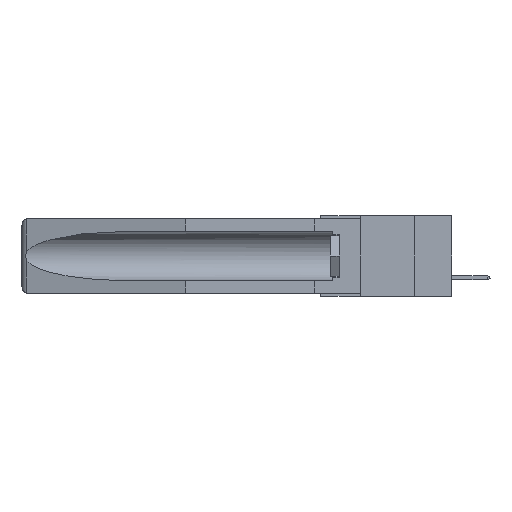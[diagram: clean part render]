
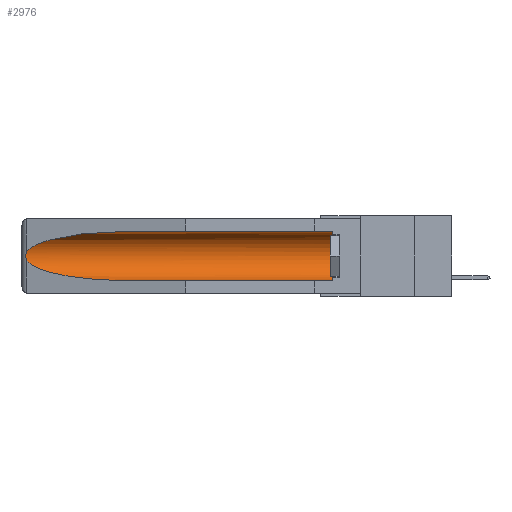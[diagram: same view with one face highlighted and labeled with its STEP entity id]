
A CAD part, left-side view. The second image highlights one B-rep face of the part: STEP entity #2976.
In plain terms, the highlighted cylindrical face has radius 2.857 mm (diameter 5.715 mm), a partial arc.
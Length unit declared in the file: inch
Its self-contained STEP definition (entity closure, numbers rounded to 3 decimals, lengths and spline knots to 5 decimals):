
#475 = CARTESIAN_POINT ( 'NONE',  ( 0.2675, 1.53308, -0.17534 ) ) ;
#603 = VERTEX_POINT ( 'NONE', #9837 ) ;
#645 = AXIS2_PLACEMENT_3D ( 'NONE', #16023, #8768, #10137 ) ;
#1422 = EDGE_CURVE ( 'NONE', #7468, #15538, #4892, .T. ) ;
#1462 = VECTOR ( 'NONE', #13604, 39.37008 ) ;
#1517 = CARTESIAN_POINT ( 'NONE',  ( 0.26537, 1.52718, -0.14972 ) ) ;
#1560 =( BOUNDED_CURVE ( )  B_SPLINE_CURVE ( 3, ( #14347, #14714, #11513, #1517 ),
 .UNSPECIFIED., .F., .T. ) 
 B_SPLINE_CURVE_WITH_KNOTS ( ( 4, 4 ),
 ( 4.71239, 6.08839 ),
 .UNSPECIFIED. ) 
 CURVE ( )  GEOMETRIC_REPRESENTATION_ITEM ( )  RATIONAL_B_SPLINE_CURVE ( ( 1., 0.848, 0.848, 1. ) ) 
 REPRESENTATION_ITEM ( '' )  );
#1957 = VERTEX_POINT ( 'NONE', #16058 ) ;
#2976 = ADVANCED_FACE ( 'NONE', ( #15970 ), #4576, .F. ) ;
#3206 = EDGE_CURVE ( 'NONE', #1957, #7468, #1560, .T. ) ;
#4576 = CYLINDRICAL_SURFACE ( 'NONE', #645, 0.1125 ) ;
#4761 = VERTEX_POINT ( 'NONE', #15153 ) ;
#4825 = VECTOR ( 'NONE', #8575, 39.37008 ) ;
#4892 = B_SPLINE_CURVE_WITH_KNOTS ( 'NONE', 3,
 ( #16210, #6331, #9059, #14934, #11787, #475, #6389, #17814, #8997, #6144 ),
 .UNSPECIFIED., .F., .F.,
 ( 4, 2, 2, 2, 4 ),
 ( 0., 0.00029, 0.00058, 0.00087, 0.00117 ),
 .UNSPECIFIED. ) ;
#6144 = CARTESIAN_POINT ( 'NONE',  ( 0.26537, 1.52718, -0.19328 ) ) ;
#6331 = CARTESIAN_POINT ( 'NONE',  ( 0.26597, 1.52961, -0.15275 ) ) ;
#6389 = CARTESIAN_POINT ( 'NONE',  ( 0.2673, 1.53269, -0.17917 ) ) ;
#6505 = ORIENTED_EDGE ( 'NONE', *, *, #17044, .F. ) ;
#6805 = CARTESIAN_POINT ( 'NONE',  ( 0.25451, 1.48313, -0.24835 ) ) ;
#7468 = VERTEX_POINT ( 'NONE', #11537 ) ;
#7537 = EDGE_CURVE ( 'NONE', #603, #1957, #14227, .T. ) ;
#7578 = VERTEX_POINT ( 'NONE', #8056 ) ;
#7913 = CARTESIAN_POINT ( 'NONE',  ( 0.26537, 1.52718, -0.19328 ) ) ;
#8056 = CARTESIAN_POINT ( 'NONE',  ( 0.155, 1.07973, -0.284 ) ) ;
#8575 = DIRECTION ( 'NONE',  ( 0., 1., 0. ) ) ;
#8768 = DIRECTION ( 'NONE',  ( 0., 1., 0. ) ) ;
#8997 = CARTESIAN_POINT ( 'NONE',  ( 0.26597, 1.5296, -0.19026 ) ) ;
#9059 = CARTESIAN_POINT ( 'NONE',  ( 0.26654, 1.53092, -0.15636 ) ) ;
#9837 = CARTESIAN_POINT ( 'NONE',  ( 0.155, 0.126, -0.059 ) ) ;
#9896 = EDGE_CURVE ( 'NONE', #4761, #603, #17487, .T. ) ;
#10137 = DIRECTION ( 'NONE',  ( 0., 0., 1. ) ) ;
#10221 = DIRECTION ( 'NONE',  ( 0., 0., 1. ) ) ;
#10324 = ORIENTED_EDGE ( 'NONE', *, *, #1422, .T. ) ;
#10345 = AXIS2_PLACEMENT_3D ( 'NONE', #12967, #14417, #10221 ) ;
#11513 = CARTESIAN_POINT ( 'NONE',  ( 0.25451, 1.48313, -0.09465 ) ) ;
#11537 = CARTESIAN_POINT ( 'NONE',  ( 0.26537, 1.52718, -0.14972 ) ) ;
#11722 = ORIENTED_EDGE ( 'NONE', *, *, #7537, .T. ) ;
#11787 = CARTESIAN_POINT ( 'NONE',  ( 0.2675, 1.53308, -0.16763 ) ) ;
#12085 = ORIENTED_EDGE ( 'NONE', *, *, #16063, .T. ) ;
#12456 = CARTESIAN_POINT ( 'NONE',  ( 0.21114, 1.30732, -0.284 ) ) ;
#12748 = CARTESIAN_POINT ( 'NONE',  ( 0.155, -0.30754, -0.284 ) ) ;
#12955 = ORIENTED_EDGE ( 'NONE', *, *, #3206, .T. ) ;
#12967 = CARTESIAN_POINT ( 'NONE',  ( 0.155, 0.126, -0.1715 ) ) ;
#13604 = DIRECTION ( 'NONE',  ( 0., 1., 0. ) ) ;
#13696 = ORIENTED_EDGE ( 'NONE', *, *, #9896, .T. ) ;
#14190 =( BOUNDED_CURVE ( )  B_SPLINE_CURVE ( 3, ( #7913, #6805, #12456, #17917 ),
 .UNSPECIFIED., .F., .F. ) 
 B_SPLINE_CURVE_WITH_KNOTS ( ( 4, 4 ),
 ( 0.1948, 1.5708 ),
 .UNSPECIFIED. ) 
 CURVE ( )  GEOMETRIC_REPRESENTATION_ITEM ( )  RATIONAL_B_SPLINE_CURVE ( ( 1., 0.848, 0.848, 1. ) ) 
 REPRESENTATION_ITEM ( '' )  );
#14227 = LINE ( 'NONE', #17861, #1462 ) ;
#14347 = CARTESIAN_POINT ( 'NONE',  ( 0.155, 1.07973, -0.059 ) ) ;
#14417 = DIRECTION ( 'NONE',  ( 0., -1., 0. ) ) ;
#14714 = CARTESIAN_POINT ( 'NONE',  ( 0.21114, 1.30732, -0.059 ) ) ;
#14934 = CARTESIAN_POINT ( 'NONE',  ( 0.2673, 1.5327, -0.16383 ) ) ;
#15153 = CARTESIAN_POINT ( 'NONE',  ( 0.155, 0.126, -0.284 ) ) ;
#15418 = CARTESIAN_POINT ( 'NONE',  ( 0.26537, 1.52718, -0.19328 ) ) ;
#15538 = VERTEX_POINT ( 'NONE', #15418 ) ;
#15970 = FACE_OUTER_BOUND ( 'NONE', #16212, .T. ) ;
#16011 = LINE ( 'NONE', #12748, #4825 ) ;
#16023 = CARTESIAN_POINT ( 'NONE',  ( 0.155, -0.30754, -0.1715 ) ) ;
#16058 = CARTESIAN_POINT ( 'NONE',  ( 0.155, 1.07973, -0.059 ) ) ;
#16063 = EDGE_CURVE ( 'NONE', #15538, #7578, #14190, .T. ) ;
#16210 = CARTESIAN_POINT ( 'NONE',  ( 0.26537, 1.52718, -0.14972 ) ) ;
#16212 = EDGE_LOOP ( 'NONE', ( #12955, #10324, #12085, #6505, #13696, #11722 ) ) ;
#17044 = EDGE_CURVE ( 'NONE', #4761, #7578, #16011, .T. ) ;
#17487 = CIRCLE ( 'NONE', #10345, 0.1125 ) ;
#17814 = CARTESIAN_POINT ( 'NONE',  ( 0.26655, 1.53094, -0.18657 ) ) ;
#17861 = CARTESIAN_POINT ( 'NONE',  ( 0.155, -0.30754, -0.059 ) ) ;
#17917 = CARTESIAN_POINT ( 'NONE',  ( 0.155, 1.07973, -0.284 ) ) ;
